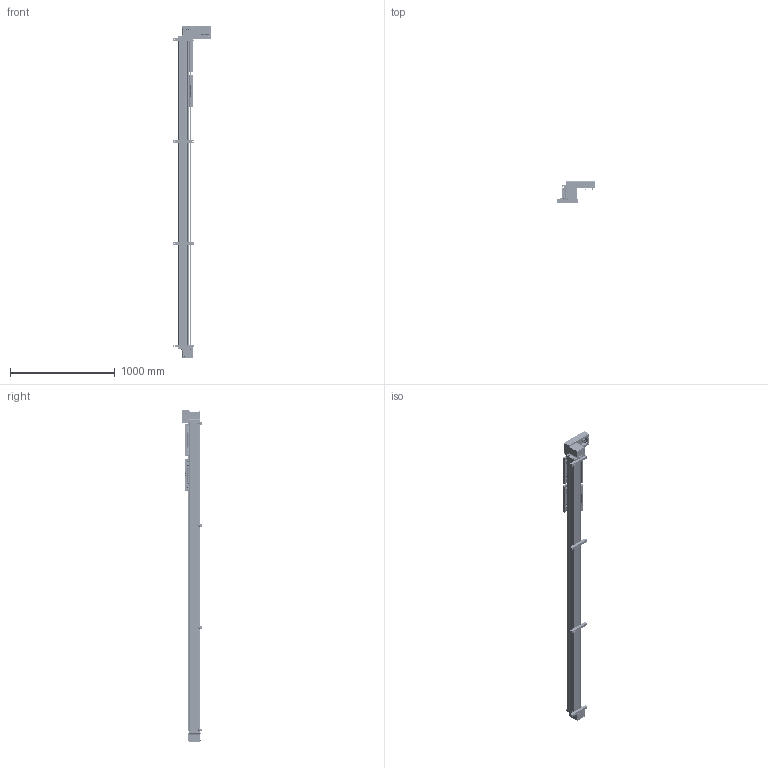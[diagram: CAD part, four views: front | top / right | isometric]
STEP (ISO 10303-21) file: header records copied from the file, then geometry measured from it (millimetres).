
FILE_DESCRIPTION (( 'STEP AP203' ), '1' );
FILE_NAME ('MXB63P_BWS50_SK90.000_MXB-495083-1.step', '2025-08-14T14:08:53', ( '' ), ( '' ), 'SwSTEP 2.0', 'SolidWorks 2024', '' );
FILE_SCHEMA (( 'CONFIG_CONTROL_DESIGN' ));
Products named in the file (6): MXB63P_BWS50_SK90.000_MXB-495083-1; 83639016_MXB63P_BWS50_SK90.000_MXB-495083-1; 85639514_MXB63P_BWS50_SK90.000_MXB-495083-1; Base_MXB63P_BWS50_SK90.000_MXB-495083-1; 85639097_MXB63P_BWS50_SK90.000_MXB-495083-1; temp2_23241005_MXB63P_BWS50_SK90.000_MXB-495083-1_YMH-RP
Assembly tree (8 placements, depth 2):
  MXB63P_BWS50_SK90.000_MXB-495083-1
    85639097_MXB63P_BWS50_SK90.000_MXB-495083-1
    83639016_MXB63P_BWS50_SK90.000_MXB-495083-1  x4
    85639514_MXB63P_BWS50_SK90.000_MXB-495083-1
    temp2_23241005_MXB63P_BWS50_SK90.000_MXB-495083-1_YMH-RP
    Base_MXB63P_BWS50_SK90.000_MXB-495083-1
Bounding box: 361.37 x 196.85 x 3167.53 mm (x, y, z)
Volume: 35862107.2 mm3; surface area: 3427602.5 mm2
Topology: 11 solids, 122 shells, 8593 faces, 22368 edges, 14107 vertices
Faces by surface type: plane 3720, bspline 2118, cylinder 1644, cone 852, torus 143, sphere 116
Full cylindrical faces by diameter (mm): 2.794 x8, 3.175 x1, 3.3 x372, 3.5 x16, 3.531 x8, 4 x12, 4.039 x1, 4.2 x16, 4.318 x8, 4.572 x2, 4.826 x1, 4.907 x8, 4.93 x12, 5 x5, 5.232 x1, 5.29 x24, 5.41 x1, 5.613 x4, 6 x25, 6.35 x1, 6.756 x1, 6.76 x8, 6.8 x2, 7 x20, 7.137 x1, 7.937 x2, 7.938 x7, 8 x10, 8.042 x8, 8.5 x22
Entity records: 588559 total; most frequent: CARTESIAN_POINT 426440, ORIENTED_EDGE 37624, DIRECTION 26499, EDGE_CURVE 18812, VERTEX_POINT 12284, AXIS2_PLACEMENT_3D 9503, EDGE_LOOP 9114, FACE_OUTER_BOUND 8270
